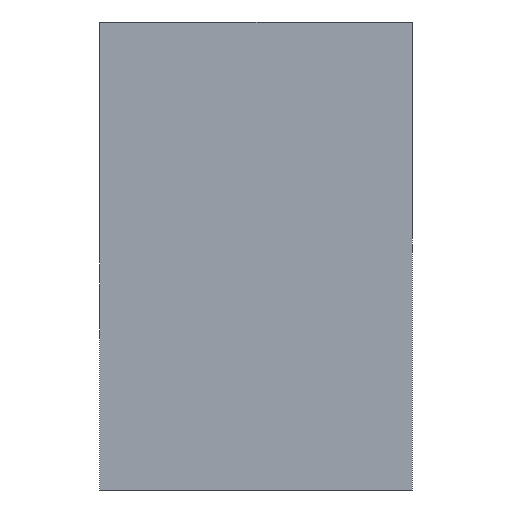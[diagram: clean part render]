
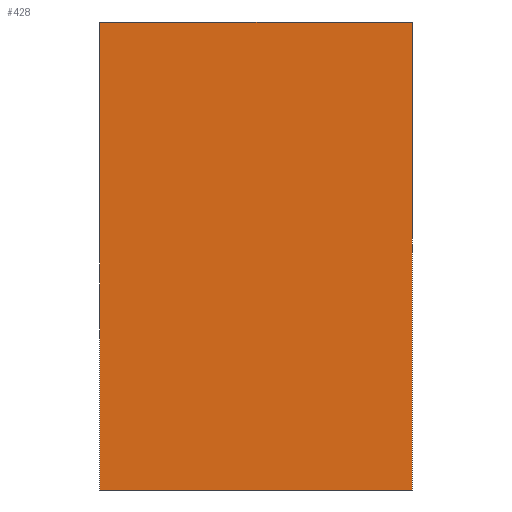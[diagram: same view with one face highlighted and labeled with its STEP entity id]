
A CAD part, left-side view. The second image highlights one B-rep face of the part: STEP entity #428.
In plain terms, the highlighted planar face has unit normal (-1, 0, 0).
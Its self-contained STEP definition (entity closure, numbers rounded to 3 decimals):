
#30=PLANE('',#490);
#51=FACE_OUTER_BOUND('',#75,.T.);
#75=EDGE_LOOP('',(#373,#374,#375,#376));
#100=LINE('',#674,#139);
#110=LINE('',#717,#149);
#117=LINE('',#736,#156);
#118=LINE('',#737,#157);
#139=VECTOR('',#540,10.);
#149=VECTOR('',#590,10.);
#156=VECTOR('',#611,10.);
#157=VECTOR('',#612,10.);
#201=VERTEX_POINT('',#671);
#202=VERTEX_POINT('',#673);
#215=VERTEX_POINT('',#715);
#220=VERTEX_POINT('',#735);
#247=EDGE_CURVE('',#202,#201,#100,.T.);
#269=EDGE_CURVE('',#215,#201,#110,.T.);
#278=EDGE_CURVE('',#202,#220,#117,.T.);
#279=EDGE_CURVE('',#220,#215,#118,.T.);
#373=ORIENTED_EDGE('',*,*,#278,.F.);
#374=ORIENTED_EDGE('',*,*,#247,.T.);
#375=ORIENTED_EDGE('',*,*,#269,.F.);
#376=ORIENTED_EDGE('',*,*,#279,.F.);
#428=ADVANCED_FACE('',(#51),#30,.T.);
#490=AXIS2_PLACEMENT_3D('',#734,#609,#610);
#540=DIRECTION('',(0.,0.,1.));
#590=DIRECTION('',(0.,-1.,0.));
#609=DIRECTION('center_axis',(-1.,0.,0.));
#610=DIRECTION('ref_axis',(0.,-1.,0.));
#611=DIRECTION('',(0.,1.,0.));
#612=DIRECTION('',(0.,0.,1.));
#671=CARTESIAN_POINT('',(-32.5,-109.,15.));
#673=CARTESIAN_POINT('',(-32.5,-109.,0.));
#674=CARTESIAN_POINT('',(-32.5,-109.,0.));
#715=CARTESIAN_POINT('',(-32.5,-99.,15.));
#717=CARTESIAN_POINT('',(-32.5,-109.,15.));
#734=CARTESIAN_POINT('Origin',(-32.5,-99.,0.));
#735=CARTESIAN_POINT('',(-32.5,-99.,0.));
#736=CARTESIAN_POINT('',(-32.5,-109.,0.));
#737=CARTESIAN_POINT('',(-32.5,-99.,0.));
